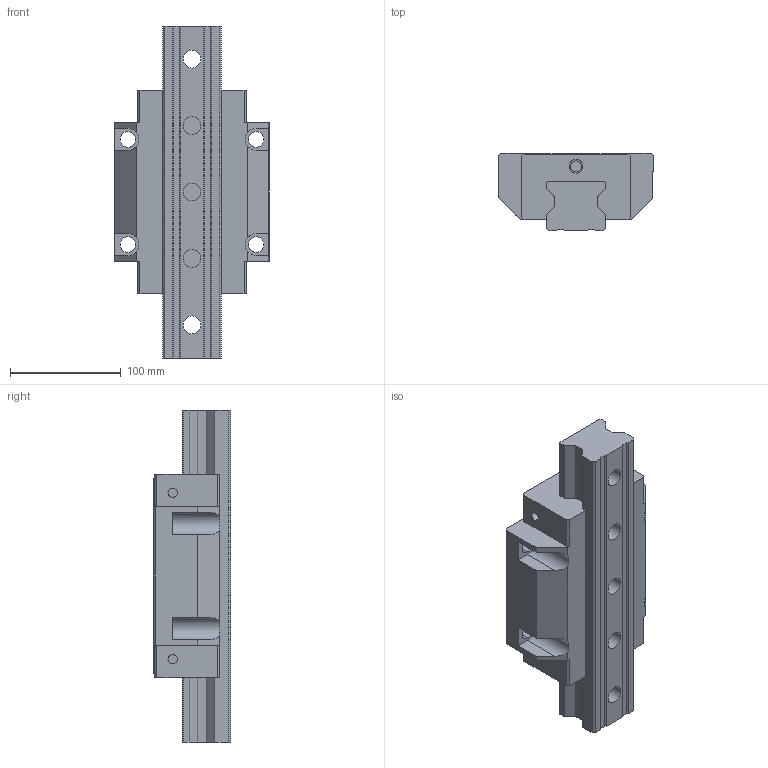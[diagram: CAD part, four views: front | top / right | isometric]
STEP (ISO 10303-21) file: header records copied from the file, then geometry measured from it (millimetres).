
FILE_DESCRIPTION((''),'2;1');
FILE_NAME('RGW55CC_ASM','2008-07-11T',('danharen'),(''),'PRO/ENGINEER BY PARAMETRIC TECHNOLOGY CORPORATION, 2004360','PRO/ENGINEER BY PARAMETRIC TECHNOLOGY CORPORATION, 2004360','');
FILE_SCHEMA(('CONFIG_CONTROL_DESIGN'));
Length unit declared in the file: millimetre
Products named in the file (4): RGW55CC_BLOCK_5; RGR55_RAIL_2; RGW55CC_ASM_2_ASM; RGW55CC_ASM
Assembly tree (3 placements, depth 3):
  RGW55CC_ASM
    RGW55CC_ASM_2_ASM
      RGW55CC_BLOCK_5
      RGR55_RAIL_2
Bounding box: 140 x 70 x 300 mm (x, y, z)
Volume: 1523285.4 mm3; surface area: 180443.4 mm2
Topology: 2 solids, 2 shells, 195 faces, 522 edges, 350 vertices
Faces by surface type: plane 121, cylinder 64, cone 10
Entity records: 6308 total; most frequent: CARTESIAN_POINT 1108, DIRECTION 1080, ORIENTED_EDGE 1044, EDGE_CURVE 522, AXIS2_PLACEMENT_3D 362, VECTOR 356, LINE 356, VERTEX_POINT 350
